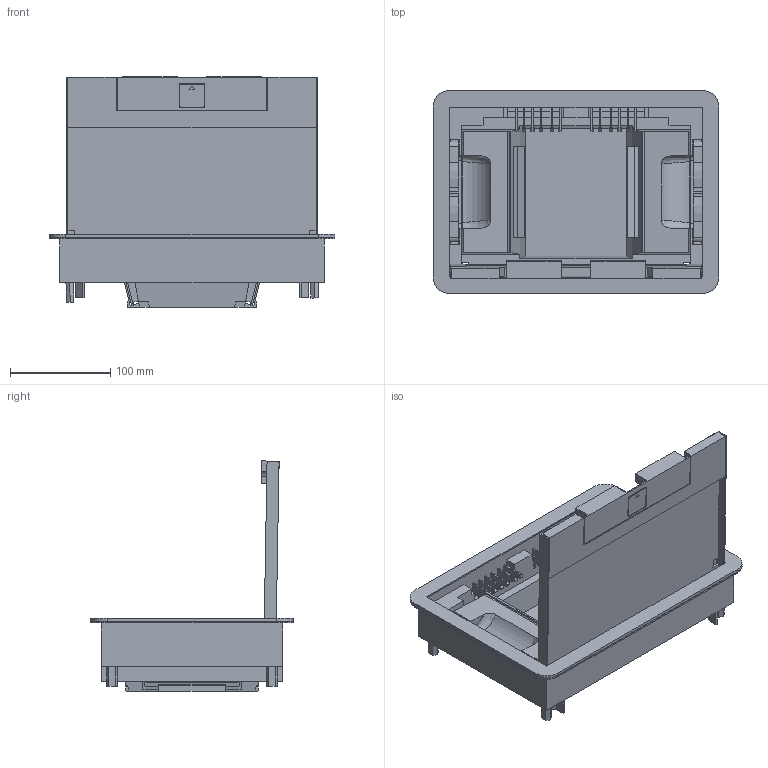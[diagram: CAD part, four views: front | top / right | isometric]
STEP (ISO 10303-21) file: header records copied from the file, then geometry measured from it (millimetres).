
FILE_DESCRIPTION(('CATIA V5 STEP Exchange','CAx-IF Rec.Pracs.--- Composite Materials ---3.4---2017-06-13'),'2;1');
FILE_NAME('LG-080730-S_open.stp','2025-05-02T15:29:11+00:00',('none'),('none'),'CATIA Version 5-6 Release 2020','CATIA V5 STEP AP203 v1','none');
FILE_SCHEMA(('CONFIG_CONTROL_DESIGN'));
Length unit declared in the file: millimetre
Products named in the file (3): A029387_A; A027503_A; SuppVert-T1
Assembly tree (6 placements, depth 3):
  A029387_A
    #57
    #3528
    A027503_A
      #13978
    SuppVert-T1
      #20020
Bounding box: 285 x 202.02 x 229.45 mm (x, y, z)
Volume: 805122.6 mm3; surface area: 526862.3 mm2
Topology: 4 solids, 4 shells, 802 faces, 2390 edges, 1570 vertices
Faces by surface type: plane 635, cylinder 147, extrusion 16, bspline 4
Entity records: 26469 total; most frequent: CARTESIAN_POINT 6088, ORIENTED_EDGE 4780, DIRECTION 3273, EDGE_CURVE 2390, VECTOR 1994, LINE 1978, VERTEX_POINT 1570, EDGE_LOOP 876
